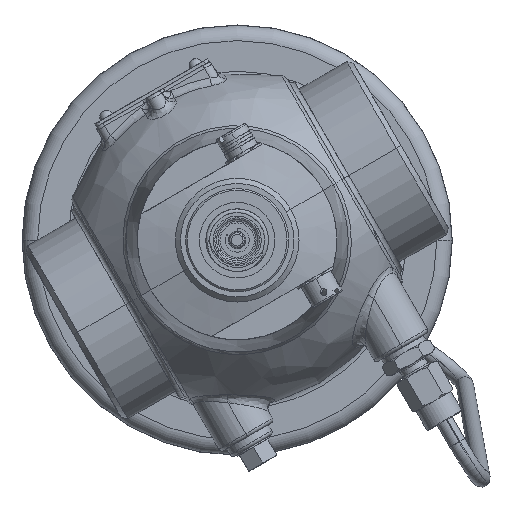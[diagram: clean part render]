
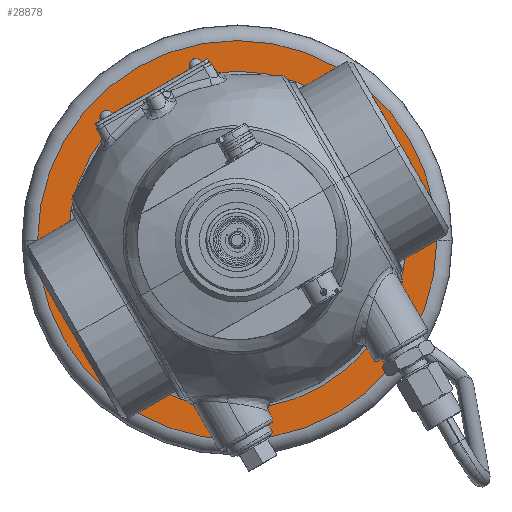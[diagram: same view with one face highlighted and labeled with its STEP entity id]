
A CAD part, left-side view. The second image highlights one B-rep face of the part: STEP entity #28878.
In plain terms, the highlighted planar face has unit normal (-1, 0, 0).
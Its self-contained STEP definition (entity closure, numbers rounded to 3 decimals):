
#6729=CARTESIAN_POINT('',(-2.5,0.,0.));
#6730=DIRECTION('',(1.,0.,0.));
#6731=DIRECTION('',(0.,1.,0.));
#6732=AXIS2_PLACEMENT_3D('',#6729,#6730,#6731);
#6734=CARTESIAN_POINT('',(-2.5,0.,0.));
#6735=DIRECTION('',(-1.,0.,0.));
#6736=DIRECTION('',(0.,1.,0.));
#6737=AXIS2_PLACEMENT_3D('',#6734,#6735,#6736);
#6749=CARTESIAN_POINT('',(-2.5,0.,0.));
#6750=DIRECTION('',(-1.,0.,0.));
#6751=DIRECTION('',(0.,1.,0.));
#6752=AXIS2_PLACEMENT_3D('',#6749,#6750,#6751);
#6754=CARTESIAN_POINT('',(-2.5,0.,0.));
#6755=DIRECTION('',(1.,0.,0.));
#6756=DIRECTION('',(0.,1.,0.));
#6757=AXIS2_PLACEMENT_3D('',#6754,#6755,#6756);
#15506=CARTESIAN_POINT('',(-2.5,58.05,0.));
#15508=VERTEX_POINT('',#15506);
#15509=CARTESIAN_POINT('',(-2.5,49.137,0.));
#15511=VERTEX_POINT('',#15509);
#15538=CARTESIAN_POINT('',(-2.5,-58.05,0.));
#15540=VERTEX_POINT('',#15538);
#15541=CARTESIAN_POINT('',(-2.5,-49.137,0.));
#15543=VERTEX_POINT('',#15541);
#28863=CARTESIAN_POINT('',(-2.5,0.,0.));
#28864=DIRECTION('',(1.,0.,0.));
#28865=DIRECTION('',(0.,-1.,0.));
#28866=AXIS2_PLACEMENT_3D('',#28863,#28864,#28865);
#28867=PLANE('',#28866);
#28868=ORIENTED_EDGE('',*,*,#28845,.T.);
#28869=ORIENTED_EDGE('',*,*,#28856,.F.);
#28870=EDGE_LOOP('',(#28868,#28869));
#28871=FACE_OUTER_BOUND('',#28870,.F.);
#28873=ORIENTED_EDGE('',*,*,#28872,.T.);
#28875=ORIENTED_EDGE('',*,*,#28874,.F.);
#28876=EDGE_LOOP('',(#28873,#28875));
#28877=FACE_BOUND('',#28876,.F.);
#28878=ADVANCED_FACE('',(#28871,#28877),#28867,.F.);
#6733=CIRCLE('',#6732,58.05);
#6738=CIRCLE('',#6737,58.05);
#6753=CIRCLE('',#6752,49.137);
#6758=CIRCLE('',#6757,49.137);
#28845=EDGE_CURVE('',#15508,#15540,#6733,.T.);
#28856=EDGE_CURVE('',#15508,#15540,#6738,.T.);
#28872=EDGE_CURVE('',#15511,#15543,#6753,.T.);
#28874=EDGE_CURVE('',#15511,#15543,#6758,.T.);
